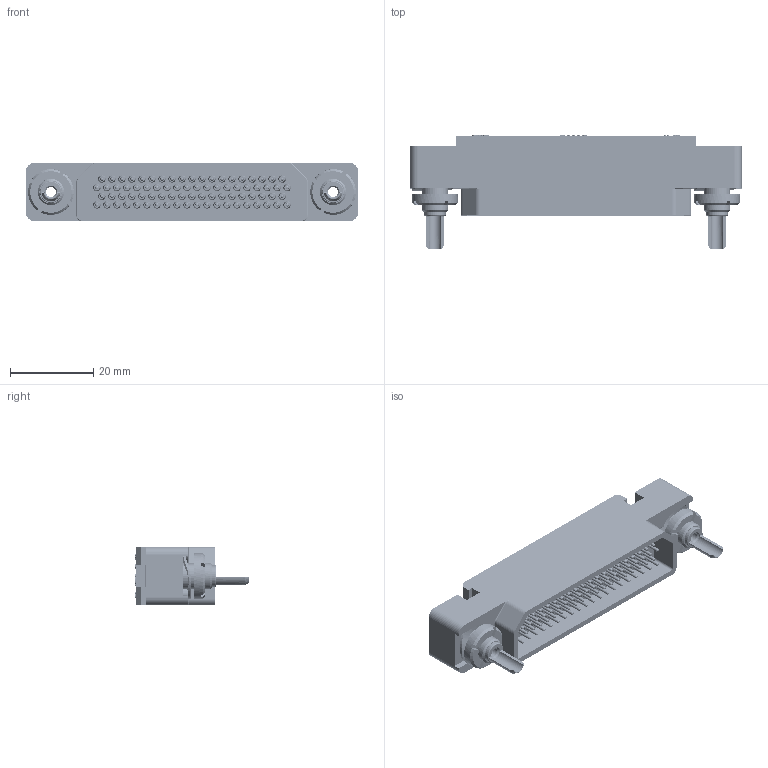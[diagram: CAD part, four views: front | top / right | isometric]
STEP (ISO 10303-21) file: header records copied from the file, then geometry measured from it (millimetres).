
FILE_DESCRIPTION((''),'2;1');
FILE_NAME('1900ND02P2B00B','2019-10-29T',('presta_be4'),(''),'CREO PARAMETRIC BY PTC INC, 2018360','CREO PARAMETRIC BY PTC INC, 2018360','');
FILE_SCHEMA(('CONFIG_CONTROL_DESIGN'));
Products named in the file (1): 1900ND02P2B00B
Bounding box: 80 x 27.3 x 14 mm (x, y, z)
Volume: 11173.2 mm3; surface area: 16461.5 mm2
Topology: 1 solids, 1 shells, 5688 faces, 13565 edges, 8284 vertices
Faces by surface type: cylinder 2088, plane 1859, cone 982, torus 350, extrusion 249, bspline 160
Entity records: 195186 total; most frequent: CARTESIAN_POINT 62356, DIRECTION 28375, ORIENTED_EDGE 26810, EDGE_CURVE 13405, AXIS2_PLACEMENT_3D 10493, VERTEX_POINT 8284, VECTOR 7389, LINE 7140
